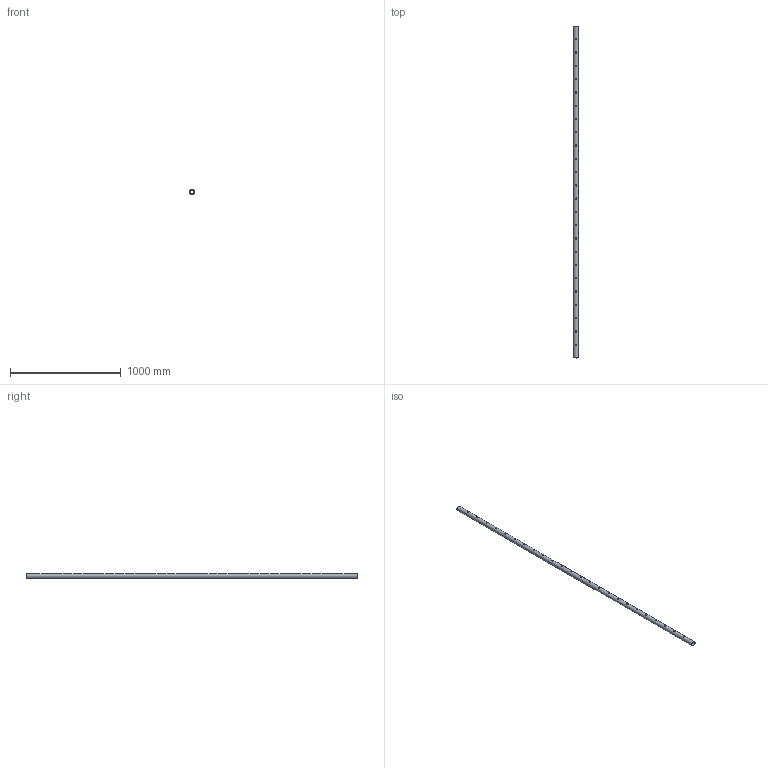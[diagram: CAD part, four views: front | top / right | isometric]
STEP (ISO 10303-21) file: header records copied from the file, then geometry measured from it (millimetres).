
FILE_DESCRIPTION (( 'STEP AP203' ), '1' );
FILE_NAME ('55130-GG.STEP', '2022-03-18T08:45:11', ( '' ), ( '' ), 'SwSTEP 2.0', 'SolidWorks 2018', '' );
FILE_SCHEMA (( 'CONFIG_CONTROL_DESIGN' ));
Length unit declared in the file: millimetre
Products named in the file (1): 55130-GG
Bounding box: 42.4 x 3000 x 42.4 mm (x, y, z)
Volume: 755929.3 mm3; surface area: 758388.4 mm2
Topology: 1 solids, 1 shells, 240 faces, 750 edges, 484 vertices
Faces by surface type: plane 105, bspline 105, cylinder 30
Full cylindrical faces by diameter (mm): 12.1 x24, 38.4 x1, 42.4 x1
Entity records: 16543 total; most frequent: CARTESIAN_POINT 11195, ORIENTED_EDGE 1256, DIRECTION 677, EDGE_CURVE 628, VERTEX_POINT 436, EDGE_LOOP 336, LINE 319, VECTOR 319
